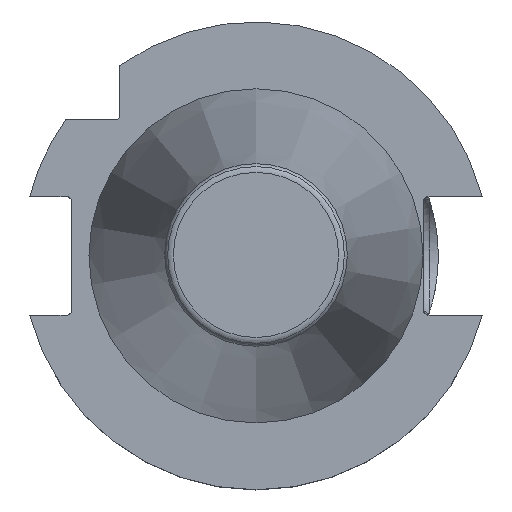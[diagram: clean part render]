
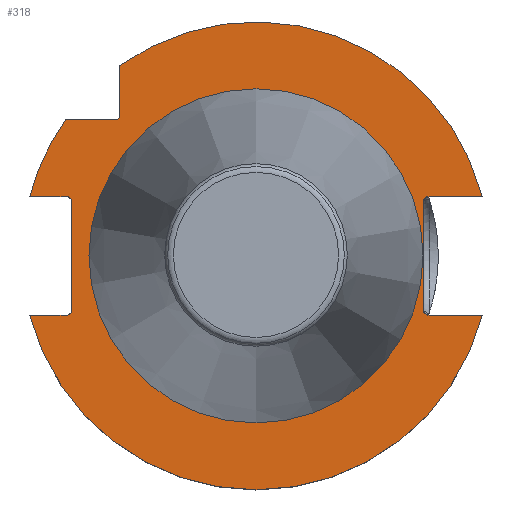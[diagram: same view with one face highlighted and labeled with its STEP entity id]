
A CAD part, top view. The second image highlights one B-rep face of the part: STEP entity #318.
In plain terms, the highlighted planar face has unit normal (0, 0, 1).
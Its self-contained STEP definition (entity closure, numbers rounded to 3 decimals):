
#197=LINE('',#1756,#257);
#198=LINE('',#1761,#258);
#199=LINE('',#1765,#259);
#200=LINE('',#1769,#260);
#201=LINE('',#1773,#261);
#202=LINE('',#1777,#262);
#203=LINE('',#1781,#263);
#204=LINE('',#1785,#264);
#257=VECTOR('',#1416,1.);
#258=VECTOR('',#1419,1.);
#259=VECTOR('',#1422,1.);
#260=VECTOR('',#1425,1.);
#261=VECTOR('',#1428,1.);
#262=VECTOR('',#1431,1.);
#263=VECTOR('',#1434,1.);
#264=VECTOR('',#1437,1.);
#318=ADVANCED_FACE('',(#413,#414),#391,.F.);
#391=PLANE('',#1277);
#413=FACE_BOUND('',#445,.T.);
#414=FACE_BOUND('',#446,.T.);
#445=EDGE_LOOP('',(#534,#535,#536,#537,#538,#539,#540,#541,#542,#543,#544,
#545,#546,#547,#548,#549));
#446=EDGE_LOOP('',(#550));
#534=ORIENTED_EDGE('',*,*,#995,.F.);
#535=ORIENTED_EDGE('',*,*,#996,.F.);
#536=ORIENTED_EDGE('',*,*,#997,.F.);
#537=ORIENTED_EDGE('',*,*,#998,.F.);
#538=ORIENTED_EDGE('',*,*,#999,.T.);
#539=ORIENTED_EDGE('',*,*,#1000,.F.);
#540=ORIENTED_EDGE('',*,*,#1001,.F.);
#541=ORIENTED_EDGE('',*,*,#1002,.F.);
#542=ORIENTED_EDGE('',*,*,#1003,.T.);
#543=ORIENTED_EDGE('',*,*,#1004,.F.);
#544=ORIENTED_EDGE('',*,*,#1005,.T.);
#545=ORIENTED_EDGE('',*,*,#1006,.F.);
#546=ORIENTED_EDGE('',*,*,#1007,.F.);
#547=ORIENTED_EDGE('',*,*,#1008,.F.);
#548=ORIENTED_EDGE('',*,*,#1009,.T.);
#549=ORIENTED_EDGE('',*,*,#1010,.F.);
#550=ORIENTED_EDGE('',*,*,#1011,.T.);
#878=VERTEX_POINT('',#1757);
#879=VERTEX_POINT('',#1758);
#880=VERTEX_POINT('',#1760);
#881=VERTEX_POINT('',#1762);
#882=VERTEX_POINT('',#1764);
#883=VERTEX_POINT('',#1766);
#884=VERTEX_POINT('',#1768);
#885=VERTEX_POINT('',#1770);
#886=VERTEX_POINT('',#1772);
#887=VERTEX_POINT('',#1774);
#888=VERTEX_POINT('',#1776);
#889=VERTEX_POINT('',#1778);
#890=VERTEX_POINT('',#1780);
#891=VERTEX_POINT('',#1782);
#892=VERTEX_POINT('',#1784);
#893=VERTEX_POINT('',#1786);
#894=VERTEX_POINT('',#1789);
#995=EDGE_CURVE('',#878,#879,#197,.T.);
#996=EDGE_CURVE('',#880,#878,#1167,.T.);
#997=EDGE_CURVE('',#881,#880,#198,.T.);
#998=EDGE_CURVE('',#882,#881,#1168,.T.);
#999=EDGE_CURVE('',#882,#883,#199,.T.);
#1000=EDGE_CURVE('',#884,#883,#1169,.T.);
#1001=EDGE_CURVE('',#885,#884,#200,.T.);
#1002=EDGE_CURVE('',#886,#885,#1170,.T.);
#1003=EDGE_CURVE('',#886,#887,#201,.T.);
#1004=EDGE_CURVE('',#888,#887,#1171,.T.);
#1005=EDGE_CURVE('',#888,#889,#202,.T.);
#1006=EDGE_CURVE('',#890,#889,#1172,.T.);
#1007=EDGE_CURVE('',#891,#890,#203,.T.);
#1008=EDGE_CURVE('',#892,#891,#1173,.T.);
#1009=EDGE_CURVE('',#892,#893,#204,.T.);
#1010=EDGE_CURVE('',#879,#893,#1174,.T.);
#1011=EDGE_CURVE('',#894,#894,#1175,.T.);
#1167=CIRCLE('',#1268,0.8);
#1168=CIRCLE('',#1269,31.775);
#1169=CIRCLE('',#1270,0.6);
#1170=CIRCLE('',#1271,31.775);
#1171=CIRCLE('',#1272,0.8);
#1172=CIRCLE('',#1273,0.8);
#1173=CIRCLE('',#1274,31.775);
#1174=CIRCLE('',#1275,0.8);
#1175=CIRCLE('',#1276,22.692);
#1268=AXIS2_PLACEMENT_3D('',#1759,#1417,#1418);
#1269=AXIS2_PLACEMENT_3D('',#1763,#1420,#1421);
#1270=AXIS2_PLACEMENT_3D('',#1767,#1423,#1424);
#1271=AXIS2_PLACEMENT_3D('',#1771,#1426,#1427);
#1272=AXIS2_PLACEMENT_3D('',#1775,#1429,#1430);
#1273=AXIS2_PLACEMENT_3D('',#1779,#1432,#1433);
#1274=AXIS2_PLACEMENT_3D('',#1783,#1435,#1436);
#1275=AXIS2_PLACEMENT_3D('',#1787,#1438,#1439);
#1276=AXIS2_PLACEMENT_3D('',#1788,#1440,#1441);
#1277=AXIS2_PLACEMENT_3D('',#1790,#1442,#1443);
#1416=DIRECTION('',(0.,-1.,0.));
#1417=DIRECTION('',(0.,0.,1.));
#1418=DIRECTION('',(0.,1.,0.));
#1419=DIRECTION('',(-1.,0.,0.));
#1420=DIRECTION('',(0.,0.,-1.));
#1421=DIRECTION('',(-0.582,0.813,0.));
#1422=DIRECTION('',(0.,-1.,0.));
#1423=DIRECTION('',(0.,0.,1.));
#1424=DIRECTION('',(0.,-1.,0.));
#1425=DIRECTION('',(1.,0.,0.));
#1426=DIRECTION('',(0.,0.,-1.));
#1427=DIRECTION('',(-0.967,0.253,0.));
#1428=DIRECTION('',(1.,0.,0.));
#1429=DIRECTION('',(0.,0.,1.));
#1430=DIRECTION('',(1.,0.,0.));
#1431=DIRECTION('',(0.,-1.,0.));
#1432=DIRECTION('',(0.,0.,1.));
#1433=DIRECTION('',(0.,-1.,0.));
#1434=DIRECTION('',(1.,0.,0.));
#1435=DIRECTION('',(0.,0.,-1.));
#1436=DIRECTION('',(0.967,-0.253,0.));
#1437=DIRECTION('',(-1.,0.,0.));
#1438=DIRECTION('',(0.,0.,1.));
#1439=DIRECTION('',(-1.,0.,0.));
#1440=DIRECTION('',(0.,0.,-1.));
#1441=DIRECTION('',(-1.,0.,0.));
#1442=DIRECTION('',(0.,0.,-1.));
#1443=DIRECTION('',(0.,-1.,0.));
#1756=CARTESIAN_POINT('',(22.7,7.25,-3.2));
#1757=CARTESIAN_POINT('',(22.7,7.25,-3.2));
#1758=CARTESIAN_POINT('',(22.7,-7.25,-3.2));
#1759=CARTESIAN_POINT('',(23.5,7.25,-3.2));
#1760=CARTESIAN_POINT('',(23.5,8.05,-3.2));
#1761=CARTESIAN_POINT('',(30.738,8.05,-3.2));
#1762=CARTESIAN_POINT('',(30.738,8.05,-3.2));
#1763=CARTESIAN_POINT('',(0.,0.,-3.2));
#1764=CARTESIAN_POINT('',(-18.5,25.834,-3.2));
#1765=CARTESIAN_POINT('',(-18.5,25.834,-3.2));
#1766=CARTESIAN_POINT('',(-18.5,19.1,-3.2));
#1767=CARTESIAN_POINT('',(-19.1,19.1,-3.2));
#1768=CARTESIAN_POINT('',(-19.1,18.5,-3.2));
#1769=CARTESIAN_POINT('',(-25.834,18.5,-3.2));
#1770=CARTESIAN_POINT('',(-25.834,18.5,-3.2));
#1771=CARTESIAN_POINT('',(0.,0.,-3.2));
#1772=CARTESIAN_POINT('',(-30.738,8.05,-3.2));
#1773=CARTESIAN_POINT('',(-30.738,8.05,-3.2));
#1774=CARTESIAN_POINT('',(-25.8,8.05,-3.2));
#1775=CARTESIAN_POINT('',(-25.8,7.25,-3.2));
#1776=CARTESIAN_POINT('',(-25.,7.25,-3.2));
#1777=CARTESIAN_POINT('',(-25.,7.25,-3.2));
#1778=CARTESIAN_POINT('',(-25.,-7.25,-3.2));
#1779=CARTESIAN_POINT('',(-25.8,-7.25,-3.2));
#1780=CARTESIAN_POINT('',(-25.8,-8.05,-3.2));
#1781=CARTESIAN_POINT('',(-30.738,-8.05,-3.2));
#1782=CARTESIAN_POINT('',(-30.738,-8.05,-3.2));
#1783=CARTESIAN_POINT('',(0.,0.,-3.2));
#1784=CARTESIAN_POINT('',(30.738,-8.05,-3.2));
#1785=CARTESIAN_POINT('',(30.738,-8.05,-3.2));
#1786=CARTESIAN_POINT('',(23.5,-8.05,-3.2));
#1787=CARTESIAN_POINT('',(23.5,-7.25,-3.2));
#1788=CARTESIAN_POINT('',(0.,0.,-3.2));
#1789=CARTESIAN_POINT('',(-22.692,0.,-3.2));
#1790=CARTESIAN_POINT('',(0.,22.692,-3.2));
